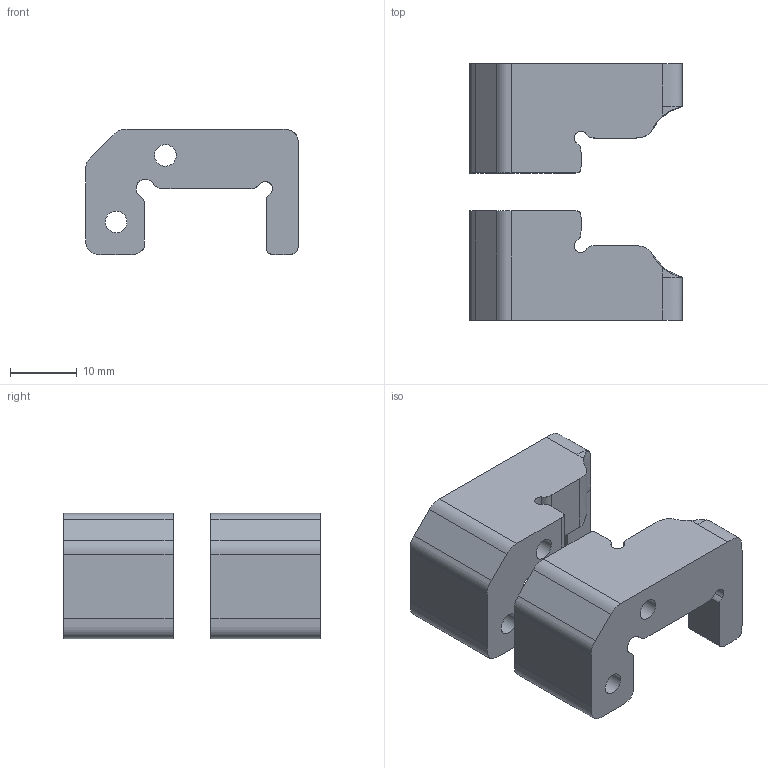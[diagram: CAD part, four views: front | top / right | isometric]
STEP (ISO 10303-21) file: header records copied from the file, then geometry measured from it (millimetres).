
FILE_DESCRIPTION(/* description */ (''),/* implementation_level */ '2;1');
FILE_NAME(/* name */ 'osnastkaClamp',/* time_stamp */ '2025-05-19T19:26:55+03:00',/* author */ (''),/* organization */ (''),/* preprocessor_version */ 'ST-DEVELOPER v16.5',/* originating_system */ 'Rhino 7.23',/* authorisation */ '');
FILE_SCHEMA (('CONFIG_CONTROL_DESIGN'));
Length unit declared in the file: millimetre
Products named in the file (1): Document
Bounding box: 32 x 38.56 x 18.85 mm (x, y, z)
Volume: 9857.4 mm3; surface area: 5326.8 mm2
Topology: 2 solids, 2 shells, 76 faces, 212 edges, 140 vertices
Faces by surface type: bspline 34, plane 30, cylinder 12
Full cylindrical faces by diameter (mm): 3.25 x4
Entity records: 2858 total; most frequent: CARTESIAN_POINT 1416, ORIENTED_EDGE 424, EDGE_CURVE 212, B_SPLINE_CURVE_WITH_KNOTS 168, VERTEX_POINT 140, EDGE_LOOP 84, ADVANCED_FACE 76, FACE_OUTER_BOUND 76
